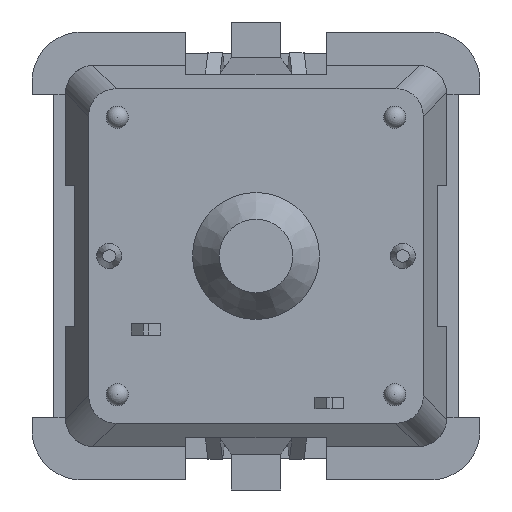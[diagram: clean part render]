
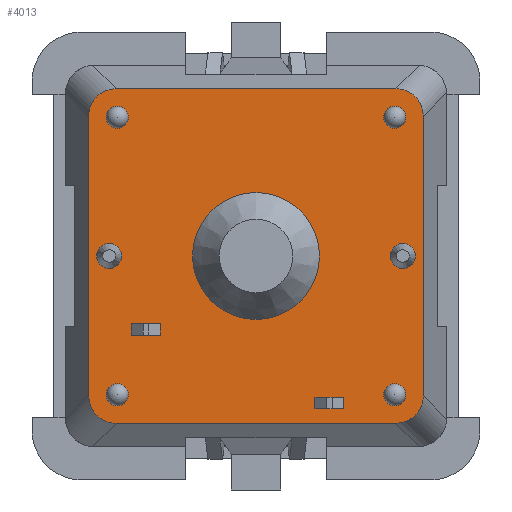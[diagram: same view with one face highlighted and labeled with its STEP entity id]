
A CAD part, front view. The second image highlights one B-rep face of the part: STEP entity #4013.
In plain terms, the highlighted planar face has unit normal (0, -1, 0).
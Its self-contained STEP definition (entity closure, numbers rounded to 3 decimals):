
#21=FACE_BOUND('',#436,.T.);
#22=FACE_BOUND('',#437,.T.);
#23=FACE_BOUND('',#438,.T.);
#24=FACE_BOUND('',#439,.T.);
#25=FACE_BOUND('',#440,.T.);
#83=ELLIPSE('',#4304,1.101,1.);
#84=ELLIPSE('',#4305,1.101,1.);
#85=ELLIPSE('',#4306,1.101,1.);
#86=ELLIPSE('',#4307,1.101,1.);
#214=FACE_OUTER_BOUND('',#435,.T.);
#435=EDGE_LOOP('',(#3243,#3244,#3245,#3246,#3247,#3248,#3249,#3250));
#436=EDGE_LOOP('',(#3251));
#437=EDGE_LOOP('',(#3252));
#438=EDGE_LOOP('',(#3253));
#439=EDGE_LOOP('',(#3254));
#440=EDGE_LOOP('',(#3255));
#877=LINE('',#6292,#1389);
#878=LINE('',#6296,#1390);
#879=LINE('',#6300,#1391);
#880=LINE('',#6304,#1392);
#1389=VECTOR('',#5111,1000.);
#1390=VECTOR('',#5114,1000.);
#1391=VECTOR('',#5117,1000.);
#1392=VECTOR('',#5120,1000.);
#1569=CIRCLE('',#4241,2.196);
#1570=CIRCLE('',#4243,0.38);
#1572=CIRCLE('',#4246,0.38);
#1574=CIRCLE('',#4249,0.38);
#1576=CIRCLE('',#4252,0.38);
#1760=VERTEX_POINT('',#6002);
#1761=VERTEX_POINT('',#6006);
#1763=VERTEX_POINT('',#6011);
#1765=VERTEX_POINT('',#6016);
#1767=VERTEX_POINT('',#6021);
#1874=VERTEX_POINT('',#6290);
#1875=VERTEX_POINT('',#6291);
#1876=VERTEX_POINT('',#6293);
#1877=VERTEX_POINT('',#6295);
#1878=VERTEX_POINT('',#6297);
#1879=VERTEX_POINT('',#6299);
#1880=VERTEX_POINT('',#6301);
#1881=VERTEX_POINT('',#6303);
#2224=EDGE_CURVE('',#1760,#1760,#1569,.T.);
#2226=EDGE_CURVE('',#1761,#1761,#1570,.T.);
#2228=EDGE_CURVE('',#1763,#1763,#1572,.T.);
#2230=EDGE_CURVE('',#1765,#1765,#1574,.T.);
#2232=EDGE_CURVE('',#1767,#1767,#1576,.T.);
#2365=EDGE_CURVE('',#1874,#1875,#877,.T.);
#2366=EDGE_CURVE('',#1875,#1876,#83,.T.);
#2367=EDGE_CURVE('',#1876,#1877,#878,.T.);
#2368=EDGE_CURVE('',#1877,#1878,#84,.T.);
#2369=EDGE_CURVE('',#1878,#1879,#879,.T.);
#2370=EDGE_CURVE('',#1879,#1880,#85,.T.);
#2371=EDGE_CURVE('',#1880,#1881,#880,.T.);
#2372=EDGE_CURVE('',#1881,#1874,#86,.T.);
#3243=ORIENTED_EDGE('',*,*,#2365,.T.);
#3244=ORIENTED_EDGE('',*,*,#2366,.T.);
#3245=ORIENTED_EDGE('',*,*,#2367,.T.);
#3246=ORIENTED_EDGE('',*,*,#2368,.T.);
#3247=ORIENTED_EDGE('',*,*,#2369,.T.);
#3248=ORIENTED_EDGE('',*,*,#2370,.T.);
#3249=ORIENTED_EDGE('',*,*,#2371,.T.);
#3250=ORIENTED_EDGE('',*,*,#2372,.T.);
#3251=ORIENTED_EDGE('',*,*,#2224,.T.);
#3252=ORIENTED_EDGE('',*,*,#2226,.T.);
#3253=ORIENTED_EDGE('',*,*,#2228,.T.);
#3254=ORIENTED_EDGE('',*,*,#2230,.T.);
#3255=ORIENTED_EDGE('',*,*,#2232,.T.);
#3804=PLANE('',#4303);
#4013=ADVANCED_FACE('',(#214,#21,#22,#23,#24,#25),#3804,.F.);
#4241=AXIS2_PLACEMENT_3D('',#6003,#4874,#4875);
#4243=AXIS2_PLACEMENT_3D('',#6007,#4879,#4880);
#4246=AXIS2_PLACEMENT_3D('',#6012,#4885,#4886);
#4249=AXIS2_PLACEMENT_3D('',#6017,#4891,#4892);
#4252=AXIS2_PLACEMENT_3D('',#6022,#4897,#4898);
#4303=AXIS2_PLACEMENT_3D('',#6289,#5109,#5110);
#4304=AXIS2_PLACEMENT_3D('',#6294,#5112,#5113);
#4305=AXIS2_PLACEMENT_3D('',#6298,#5115,#5116);
#4306=AXIS2_PLACEMENT_3D('',#6302,#5118,#5119);
#4307=AXIS2_PLACEMENT_3D('',#6305,#5121,#5122);
#4874=DIRECTION('center_axis',(0.,1.,0.));
#4875=DIRECTION('ref_axis',(0.,0.,1.));
#4879=DIRECTION('center_axis',(0.,1.,0.));
#4880=DIRECTION('ref_axis',(-1.,0.,0.));
#4885=DIRECTION('center_axis',(0.,1.,0.));
#4886=DIRECTION('ref_axis',(0.,0.,-1.));
#4891=DIRECTION('center_axis',(0.,1.,0.));
#4892=DIRECTION('ref_axis',(1.,0.,0.));
#4897=DIRECTION('center_axis',(0.,1.,0.));
#4898=DIRECTION('ref_axis',(0.,0.,1.));
#5109=DIRECTION('center_axis',(0.,1.,0.));
#5110=DIRECTION('ref_axis',(0.,0.,1.));
#5111=DIRECTION('',(1.,0.,0.));
#5112=DIRECTION('center_axis',(0.,-1.,0.));
#5113=DIRECTION('ref_axis',(0.707,0.,-0.707));
#5114=DIRECTION('',(0.,0.,1.));
#5115=DIRECTION('center_axis',(0.,-1.,0.));
#5116=DIRECTION('ref_axis',(-0.707,0.,-0.707));
#5117=DIRECTION('',(-1.,0.,0.));
#5118=DIRECTION('center_axis',(0.,-1.,0.));
#5119=DIRECTION('ref_axis',(0.707,0.,-0.707));
#5120=DIRECTION('',(0.,0.,-1.));
#5121=DIRECTION('center_axis',(0.,-1.,0.));
#5122=DIRECTION('ref_axis',(-0.707,0.,-0.707));
#6002=CARTESIAN_POINT('',(0.,0.38,-2.196));
#6003=CARTESIAN_POINT('Origin',(0.,0.38,0.));
#6006=CARTESIAN_POINT('',(-4.8,0.38,5.18));
#6007=CARTESIAN_POINT('Origin',(-4.8,0.38,4.8));
#6011=CARTESIAN_POINT('',(-4.8,0.38,-4.42));
#6012=CARTESIAN_POINT('Origin',(-4.8,0.38,-4.8));
#6016=CARTESIAN_POINT('',(4.8,0.38,-4.42));
#6017=CARTESIAN_POINT('Origin',(4.8,0.38,-4.8));
#6021=CARTESIAN_POINT('',(4.8,0.38,5.18));
#6022=CARTESIAN_POINT('Origin',(4.8,0.38,4.8));
#6289=CARTESIAN_POINT('Origin',(0.,0.38,0.));
#6290=CARTESIAN_POINT('',(-4.837,0.38,-5.788));
#6291=CARTESIAN_POINT('',(4.837,0.38,-5.788));
#6292=CARTESIAN_POINT('',(0.,0.38,-5.788));
#6293=CARTESIAN_POINT('',(5.788,0.38,-4.837));
#6294=CARTESIAN_POINT('Origin',(4.736,0.38,-4.736));
#6295=CARTESIAN_POINT('',(5.788,0.38,4.837));
#6296=CARTESIAN_POINT('',(5.788,0.38,0.));
#6297=CARTESIAN_POINT('',(4.837,0.38,5.788));
#6298=CARTESIAN_POINT('Origin',(4.736,0.38,4.736));
#6299=CARTESIAN_POINT('',(-4.837,0.38,5.788));
#6300=CARTESIAN_POINT('',(0.,0.38,5.788));
#6301=CARTESIAN_POINT('',(-5.788,0.38,4.837));
#6302=CARTESIAN_POINT('Origin',(-4.736,0.38,4.736));
#6303=CARTESIAN_POINT('',(-5.788,0.38,-4.837));
#6304=CARTESIAN_POINT('',(-5.788,0.38,0.));
#6305=CARTESIAN_POINT('Origin',(-4.736,0.38,-4.736));
